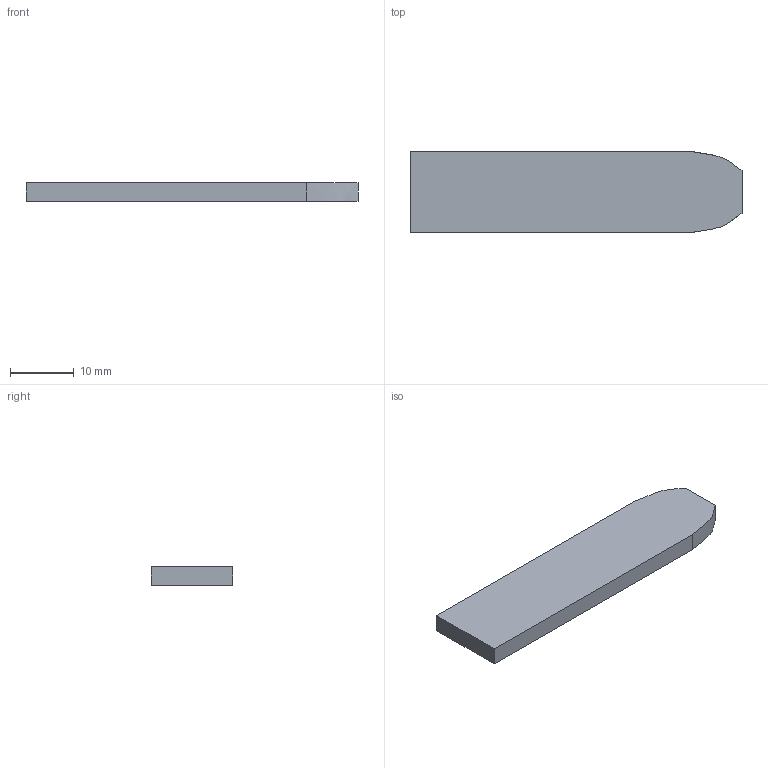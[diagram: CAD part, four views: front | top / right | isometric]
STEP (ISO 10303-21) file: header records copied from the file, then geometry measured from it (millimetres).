
FILE_DESCRIPTION(/* description */ (''),/* implementation_level */ '2;1');
FILE_NAME(/* name */ 'ion_arm_03_egon_plate.step',/* time_stamp */ '2020-11-25T11:11:22+01:00',/* author */ (''),/* organization */ (''),/* preprocessor_version */ 'ST-DEVELOPER v18.1',/* originating_system */ 'Autodesk Translation Framework v9.3.0.1241',/* authorisation */ '');
FILE_SCHEMA (('AUTOMOTIVE_DESIGN { 1 0 10303 214 3 1 1 }'));
Length unit declared in the file: millimetre
Products named in the file (1): ion_arm_03_egon_plate
Bounding box: 52.25 x 12.8 x 2.9 mm (x, y, z)
Volume: 1892.6 mm3; surface area: 1669.1 mm2
Topology: 1 solids, 1 shells, 8 faces, 18 edges, 12 vertices
Faces by surface type: plane 6, bspline 2
Entity records: 574 total; most frequent: CARTESIAN_POINT 378, ORIENTED_EDGE 36, DIRECTION 26, EDGE_CURVE 18, LINE 12, VECTOR 12, VERTEX_POINT 12, FACE_OUTER_BOUND 8
